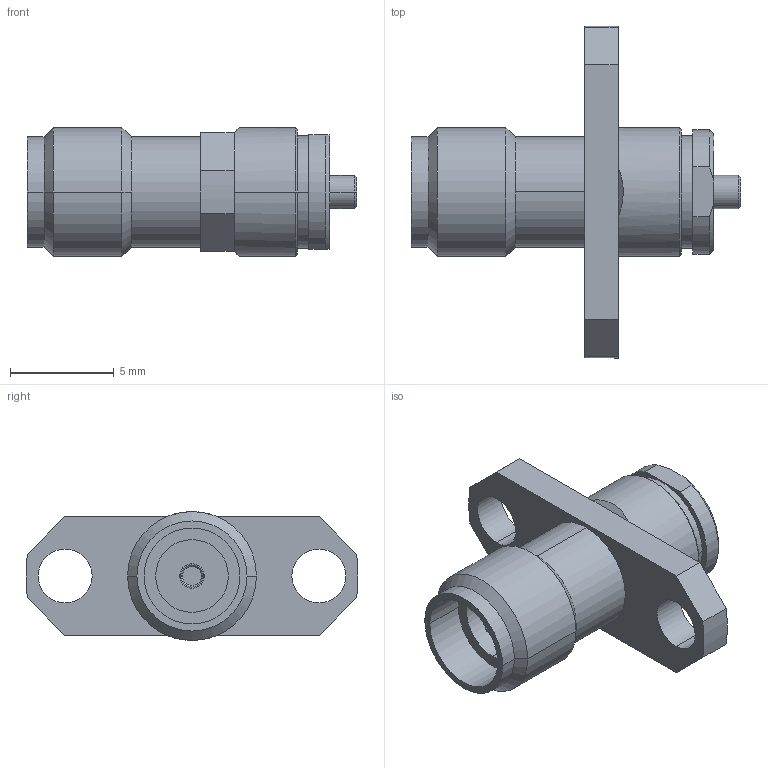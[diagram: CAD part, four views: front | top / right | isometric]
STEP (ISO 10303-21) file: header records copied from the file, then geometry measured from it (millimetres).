
FILE_DESCRIPTION (( 'STEP AP214' ), '1' );
FILE_NAME ('FMCN51279_3D.step', '2024-04-08T16:50:46', ( '' ), ( '' ), 'SwSTEP 2.0', 'SolidWorks 2022', '' );
FILE_SCHEMA (( 'AUTOMOTIVE_DESIGN' ));
Length unit declared in the file: millimetre
Products named in the file (1): FMCN51279_3D
Bounding box: 15.85 x 15.98 x 6.2 mm (x, y, z)
Volume: 407.9 mm3; surface area: 574 mm2
Topology: 1 solids, 1 shells, 76 faces, 183 edges, 117 vertices
Faces by surface type: cylinder 31, plane 30, cone 15
Entity records: 2298 total; most frequent: CARTESIAN_POINT 419, DIRECTION 414, ORIENTED_EDGE 366, EDGE_CURVE 183, AXIS2_PLACEMENT_3D 164, VERTEX_POINT 117, EDGE_LOOP 88, CIRCLE 87
